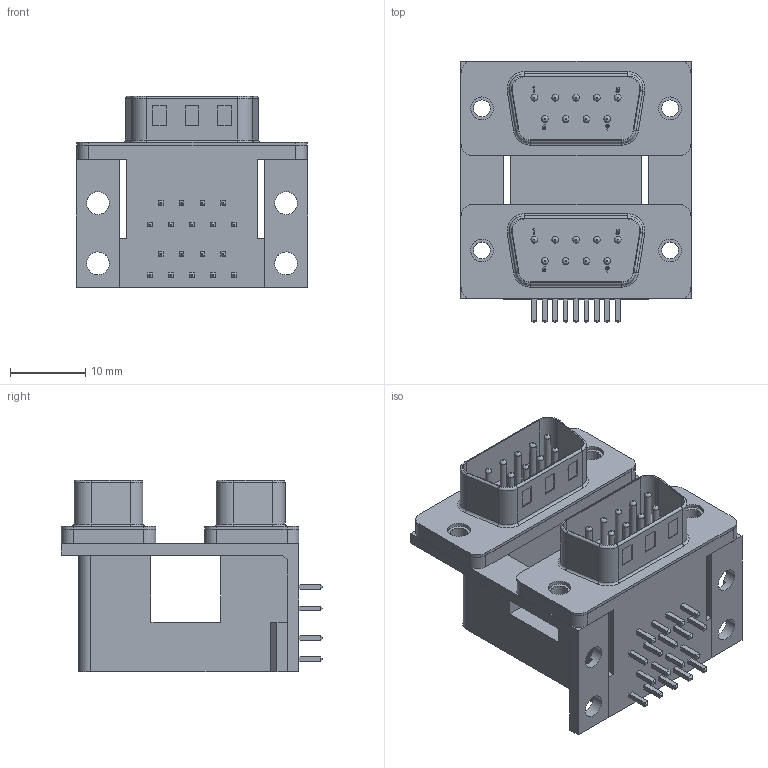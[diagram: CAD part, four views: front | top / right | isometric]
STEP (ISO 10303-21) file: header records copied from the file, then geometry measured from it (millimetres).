
FILE_DESCRIPTION(/* description */ ('STEP AP242'),/* implementation_level */ '2;1');
FILE_NAME(/* name */ 'DualSerialMaleConnector.step',/* time_stamp */ '2024-11-23T11:41:03+01:00',/* author */ (''),/* organization */ (''),/* preprocessor_version */ 'ST-DEVELOPER v20',/* originating_system */ 'Autodesk Translation Framework v13.20.0.188',/* authorisation */ '');
FILE_SCHEMA (('AUTOMOTIVE_DESIGN { 1 0 10303 214 3 1 1 }'));
Length unit declared in the file: millimetre
Products named in the file (1): 189-009-613r571
Bounding box: 30.81 x 34.78 x 25.4 mm (x, y, z)
Volume: 9747.9 mm3; surface area: 7711.8 mm2
Topology: 1 solids, 1 shells, 553 faces, 1350 edges, 864 vertices
Faces by surface type: plane 387, cylinder 84, bspline 66, torus 16
Full cylindrical faces by diameter (mm): 0.889 x18, 2.261 x8, 3.048 x8
Entity records: 18973 total; most frequent: CARTESIAN_POINT 5940, ORIENTED_EDGE 2700, DIRECTION 2488, EDGE_CURVE 1350, LINE 996, VECTOR 996, VERTEX_POINT 864, AXIS2_PLACEMENT_3D 746
